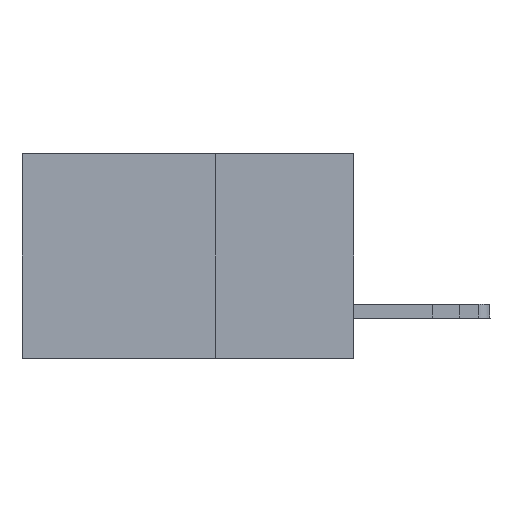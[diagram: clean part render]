
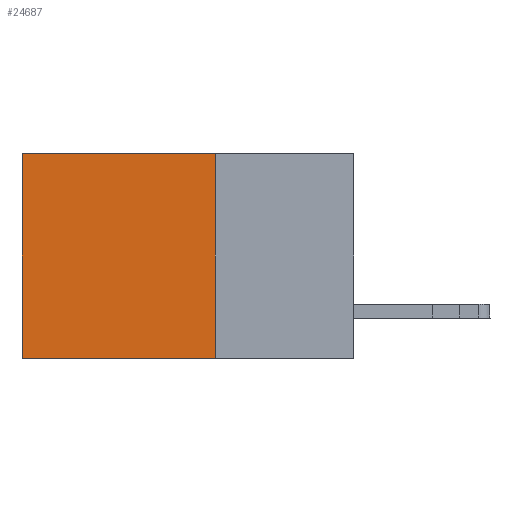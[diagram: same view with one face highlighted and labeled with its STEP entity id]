
A CAD part, left-side view. The second image highlights one B-rep face of the part: STEP entity #24687.
In plain terms, the highlighted planar face has unit normal (-1, 0, 0).
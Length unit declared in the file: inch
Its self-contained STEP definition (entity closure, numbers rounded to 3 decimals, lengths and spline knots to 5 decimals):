
#776 = ORIENTED_EDGE ( 'NONE', *, *, #14356, .T. ) ;
#994 = VERTEX_POINT ( 'NONE', #24244 ) ;
#1460 = DIRECTION ( 'NONE',  ( 0., 0., -1. ) ) ;
#2582 = DIRECTION ( 'NONE',  ( 0., 1., 0. ) ) ;
#2798 = VECTOR ( 'NONE', #1460, 39.37008 ) ;
#2964 = CARTESIAN_POINT ( 'NONE',  ( 0.2875, 0.25, 0. ) ) ;
#3296 = VECTOR ( 'NONE', #5316, 39.37008 ) ;
#3858 = EDGE_CURVE ( 'NONE', #994, #7296, #14941, .T. ) ;
#5316 = DIRECTION ( 'NONE',  ( 0., 1., 0. ) ) ;
#5520 = DIRECTION ( 'NONE',  ( 0., 0., -1. ) ) ;
#5825 = LINE ( 'NONE', #2964, #16298 ) ;
#7296 = VERTEX_POINT ( 'NONE', #13880 ) ;
#8380 = LINE ( 'NONE', #9799, #2798 ) ;
#8947 = VERTEX_POINT ( 'NONE', #25396 ) ;
#9799 = CARTESIAN_POINT ( 'NONE',  ( 0.2875, 0.6, 0. ) ) ;
#10029 = ORIENTED_EDGE ( 'NONE', *, *, #3858, .F. ) ;
#10046 = EDGE_LOOP ( 'NONE', ( #21160, #10029, #25959, #776 ) ) ;
#10914 = VERTEX_POINT ( 'NONE', #11909 ) ;
#11013 = CARTESIAN_POINT ( 'NONE',  ( 0.2875, 0.25, -0.37 ) ) ;
#11909 = CARTESIAN_POINT ( 'NONE',  ( 0.2875, 0.6, 0. ) ) ;
#13880 = CARTESIAN_POINT ( 'NONE',  ( 0.2875, 0.6, -0.37 ) ) ;
#14356 = EDGE_CURVE ( 'NONE', #8947, #10914, #19364, .T. ) ;
#14941 = LINE ( 'NONE', #11013, #20504 ) ;
#15959 = PLANE ( 'NONE',  #25721 ) ;
#16298 = VECTOR ( 'NONE', #26028, 39.37008 ) ;
#17035 = EDGE_CURVE ( 'NONE', #8947, #994, #5825, .T. ) ;
#17872 = CARTESIAN_POINT ( 'NONE',  ( 0.2875, 0.25, 0. ) ) ;
#18076 = DIRECTION ( 'NONE',  ( 1., 0., 0. ) ) ;
#18532 = FACE_OUTER_BOUND ( 'NONE', #10046, .T. ) ;
#19364 = LINE ( 'NONE', #17872, #3296 ) ;
#20072 = CARTESIAN_POINT ( 'NONE',  ( 0.2875, 0.25, 0. ) ) ;
#20504 = VECTOR ( 'NONE', #2582, 39.37008 ) ;
#21049 = EDGE_CURVE ( 'NONE', #10914, #7296, #8380, .T. ) ;
#21160 = ORIENTED_EDGE ( 'NONE', *, *, #21049, .T. ) ;
#24244 = CARTESIAN_POINT ( 'NONE',  ( 0.2875, 0.25, -0.37 ) ) ;
#24687 = ADVANCED_FACE ( 'NONE', ( #18532 ), #15959, .F. ) ;
#25396 = CARTESIAN_POINT ( 'NONE',  ( 0.2875, 0.25, 0. ) ) ;
#25721 = AXIS2_PLACEMENT_3D ( 'NONE', #20072, #18076, #5520 ) ;
#25959 = ORIENTED_EDGE ( 'NONE', *, *, #17035, .F. ) ;
#26028 = DIRECTION ( 'NONE',  ( 0., 0., -1. ) ) ;
